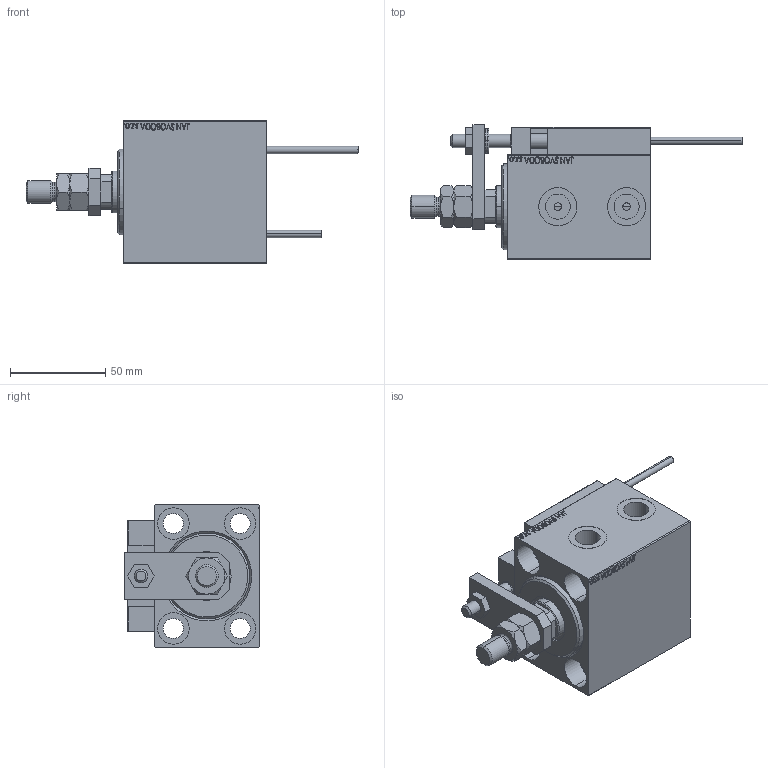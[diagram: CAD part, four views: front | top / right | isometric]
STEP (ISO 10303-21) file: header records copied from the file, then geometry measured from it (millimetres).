
FILE_DESCRIPTION (( 'STEP AP203' ), '1' );
FILE_NAME ('1531.STEP', '2021-11-01T16:04:42', ( '' ), ( '' ), 'SwSTEP 2.0', 'SolidWorks 2019', '' );
FILE_SCHEMA (( 'CONFIG_CONTROL_DESIGN' ));
Length unit declared in the file: millimetre
Products named in the file (16): MAGNET aa4a9230a43f5e29efe99f7fbb68199d; ALLEN BOLT D5 aa4a9230a43f5e29efe99f7fbb68199d; V450CM_VC_B aa4a9230a43f5e29efe99f7fbb68199d; V450CM_C aa4a9230a43f5e29efe99f7fbb68199d; SWITCH_X_FRONT_BACK aa4a9230a43f5e29efe99f7fbb68199d; Block aa4a9230a43f5e29efe99f7fbb68199d; ALLEN BOLT D8 aa4a9230a43f5e29efe99f7fbb68199d; ZARAZKA aa4a9230a43f5e29efe99f7fbb68199d; 1531; TYC_L79 aa4a9230a43f5e29efe99f7fbb68199d; V450CM_C_VCP aa4a9230a43f5e29efe99f7fbb68199d; SWITCH DIM B,W aa4a9230a43f5e29efe99f7fbb68199d; X_Y_MTA aa4a9230a43f5e29efe99f7fbb68199d; SWITCH X aa4a9230a43f5e29efe99f7fbb68199d; NUT_D12 aa4a9230a43f5e29efe99f7fbb68199d; KONCOVKA aa4a9230a43f5e29efe99f7fbb68199d
Assembly tree (25 placements, depth 3):
  1531
    V450CM_C aa4a9230a43f5e29efe99f7fbb68199d
    SWITCH X aa4a9230a43f5e29efe99f7fbb68199d
      SWITCH_X_FRONT_BACK aa4a9230a43f5e29efe99f7fbb68199d  x2
      TYC_L79 aa4a9230a43f5e29efe99f7fbb68199d
      Block aa4a9230a43f5e29efe99f7fbb68199d  x2
      ALLEN BOLT D5 aa4a9230a43f5e29efe99f7fbb68199d  x4
      ALLEN BOLT D8 aa4a9230a43f5e29efe99f7fbb68199d  x4
      MAGNET aa4a9230a43f5e29efe99f7fbb68199d  x2
      KONCOVKA aa4a9230a43f5e29efe99f7fbb68199d  x2
    NUT_D12 aa4a9230a43f5e29efe99f7fbb68199d
    SWITCH DIM B,W aa4a9230a43f5e29efe99f7fbb68199d
    ZARAZKA aa4a9230a43f5e29efe99f7fbb68199d
    V450CM_C_VCP aa4a9230a43f5e29efe99f7fbb68199d
    V450CM_VC_B aa4a9230a43f5e29efe99f7fbb68199d
    X_Y_MTA aa4a9230a43f5e29efe99f7fbb68199d
Bounding box: 174 x 70.5 x 75 mm (x, y, z)
Volume: 316332.9 mm3; surface area: 89970.2 mm2
Topology: 24 solids, 24 shells, 1348 faces, 3214 edges, 2045 vertices
Faces by surface type: plane 580, bspline 380, cylinder 204, cone 134, torus 46, sphere 4
Entity records: 52496 total; most frequent: CARTESIAN_POINT 26747, ORIENTED_EDGE 5448, DIRECTION 3734, EDGE_CURVE 2724, VERTEX_POINT 1769, VECTOR 1522, LINE 1522, EDGE_LOOP 1265
